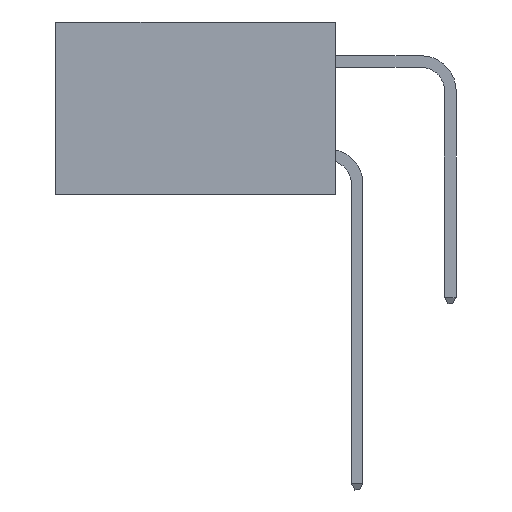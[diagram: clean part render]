
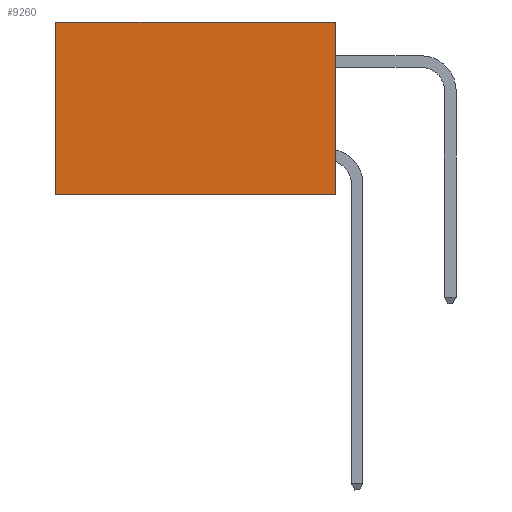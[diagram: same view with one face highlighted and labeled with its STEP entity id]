
A CAD part, left-side view. The second image highlights one B-rep face of the part: STEP entity #9260.
In plain terms, the highlighted planar face has unit normal (-1, 0, 0).
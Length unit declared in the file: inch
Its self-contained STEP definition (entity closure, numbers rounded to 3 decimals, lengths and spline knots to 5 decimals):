
#537 = LINE ( 'NONE', #4793, #6066 ) ;
#814 = LINE ( 'NONE', #6302, #3415 ) ;
#908 = DIRECTION ( 'NONE',  ( 0., 0., -1. ) ) ;
#1113 = PLANE ( 'NONE',  #12830 ) ;
#1379 = VERTEX_POINT ( 'NONE', #4141 ) ;
#1904 = EDGE_LOOP ( 'NONE', ( #10890, #6798, #8685, #10381 ) ) ;
#1958 = CARTESIAN_POINT ( 'NONE',  ( 0.2875, 0.6, -0.37 ) ) ;
#2707 = DIRECTION ( 'NONE',  ( 0., 1., 0. ) ) ;
#3415 = VECTOR ( 'NONE', #7382, 39.37008 ) ;
#4141 = CARTESIAN_POINT ( 'NONE',  ( 0.2875, 0.6, 0. ) ) ;
#4558 = EDGE_CURVE ( 'NONE', #8476, #12635, #8986, .T. ) ;
#4793 = CARTESIAN_POINT ( 'NONE',  ( 0.2875, 0., 0. ) ) ;
#5240 = CARTESIAN_POINT ( 'NONE',  ( 0.2875, 0., -0.37 ) ) ;
#5910 = LINE ( 'NONE', #10352, #9135 ) ;
#6026 = DIRECTION ( 'NONE',  ( 0., 0., -1. ) ) ;
#6066 = VECTOR ( 'NONE', #12414, 39.37008 ) ;
#6094 = VECTOR ( 'NONE', #6026, 39.37008 ) ;
#6302 = CARTESIAN_POINT ( 'NONE',  ( 0.2875, 0.6, 0. ) ) ;
#6798 = ORIENTED_EDGE ( 'NONE', *, *, #9668, .F. ) ;
#7219 = VERTEX_POINT ( 'NONE', #1958 ) ;
#7382 = DIRECTION ( 'NONE',  ( 0., 0., -1. ) ) ;
#7498 = DIRECTION ( 'NONE',  ( 1., 0., 0. ) ) ;
#8476 = VERTEX_POINT ( 'NONE', #9345 ) ;
#8685 = ORIENTED_EDGE ( 'NONE', *, *, #4558, .F. ) ;
#8986 = LINE ( 'NONE', #9194, #6094 ) ;
#9135 = VECTOR ( 'NONE', #2707, 39.37008 ) ;
#9194 = CARTESIAN_POINT ( 'NONE',  ( 0.2875, 0., 0. ) ) ;
#9260 = ADVANCED_FACE ( 'NONE', ( #13588 ), #1113, .F. ) ;
#9345 = CARTESIAN_POINT ( 'NONE',  ( 0.2875, 0., 0. ) ) ;
#9668 = EDGE_CURVE ( 'NONE', #12635, #7219, #5910, .T. ) ;
#10352 = CARTESIAN_POINT ( 'NONE',  ( 0.2875, 0., -0.37 ) ) ;
#10381 = ORIENTED_EDGE ( 'NONE', *, *, #10959, .T. ) ;
#10890 = ORIENTED_EDGE ( 'NONE', *, *, #11682, .T. ) ;
#10959 = EDGE_CURVE ( 'NONE', #8476, #1379, #537, .T. ) ;
#11682 = EDGE_CURVE ( 'NONE', #1379, #7219, #814, .T. ) ;
#12414 = DIRECTION ( 'NONE',  ( 0., 1., 0. ) ) ;
#12635 = VERTEX_POINT ( 'NONE', #5240 ) ;
#12830 = AXIS2_PLACEMENT_3D ( 'NONE', #14022, #7498, #908 ) ;
#13588 = FACE_OUTER_BOUND ( 'NONE', #1904, .T. ) ;
#14022 = CARTESIAN_POINT ( 'NONE',  ( 0.2875, 0., 0. ) ) ;
